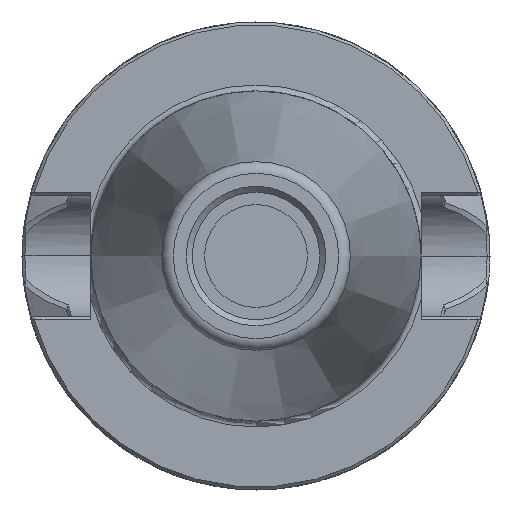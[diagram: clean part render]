
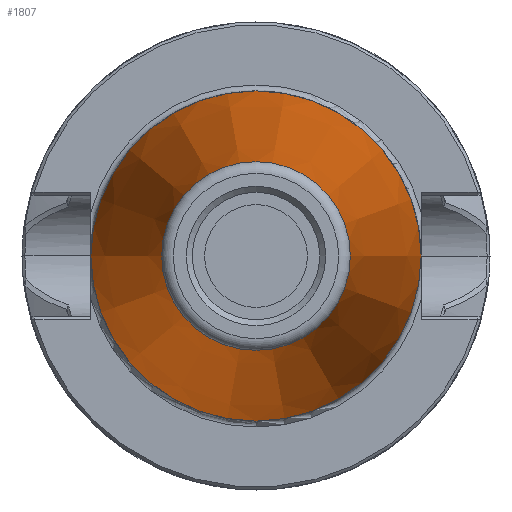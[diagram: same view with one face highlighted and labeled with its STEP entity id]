
A CAD part, left-side view. The second image highlights one B-rep face of the part: STEP entity #1807.
In plain terms, the highlighted conical face has half-angle 8.445 degrees and reference radius 17.363 mm.
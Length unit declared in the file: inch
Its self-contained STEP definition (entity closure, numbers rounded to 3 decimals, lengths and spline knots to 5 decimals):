
#360=CONICAL_SURFACE('',#1959,0.68356,8.445);
#399=FACE_BOUND('',#562,.T.);
#441=FACE_OUTER_BOUND('',#561,.T.);
#561=EDGE_LOOP('',(#1296));
#562=EDGE_LOOP('',(#1297));
#658=CIRCLE('',#1945,0.875);
#664=CIRCLE('',#1958,0.50004);
#748=VERTEX_POINT('',#2609);
#754=VERTEX_POINT('',#2628);
#954=EDGE_CURVE('',#748,#748,#658,.T.);
#960=EDGE_CURVE('',#754,#754,#664,.T.);
#1296=ORIENTED_EDGE('',*,*,#954,.T.);
#1297=ORIENTED_EDGE('',*,*,#960,.F.);
#1807=ADVANCED_FACE('',(#441,#399),#360,.T.);
#1945=AXIS2_PLACEMENT_3D('',#2610,#2203,#2204);
#1958=AXIS2_PLACEMENT_3D('',#2629,#2229,#2230);
#1959=AXIS2_PLACEMENT_3D('',#2630,#2231,#2232);
#2203=DIRECTION('center_axis',(-1.,0.,0.));
#2204=DIRECTION('ref_axis',(0.,0.,1.));
#2229=DIRECTION('center_axis',(-1.,0.,0.));
#2230=DIRECTION('ref_axis',(0.,1.,0.));
#2231=DIRECTION('center_axis',(1.,0.,0.));
#2232=DIRECTION('ref_axis',(0.,-1.,0.));
#2609=CARTESIAN_POINT('',(2.57874,-0.875,0.));
#2610=CARTESIAN_POINT('Origin',(2.57874,0.,0.));
#2628=CARTESIAN_POINT('',(0.05332,-0.50004,0.));
#2629=CARTESIAN_POINT('Origin',(0.05332,0.,0.));
#2630=CARTESIAN_POINT('Origin',(1.28937,0.,0.));
